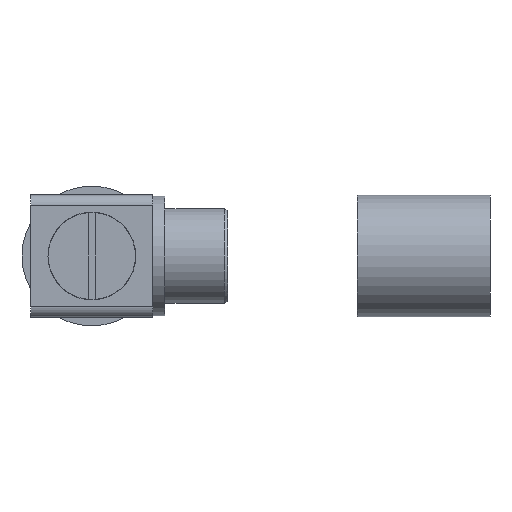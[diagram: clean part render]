
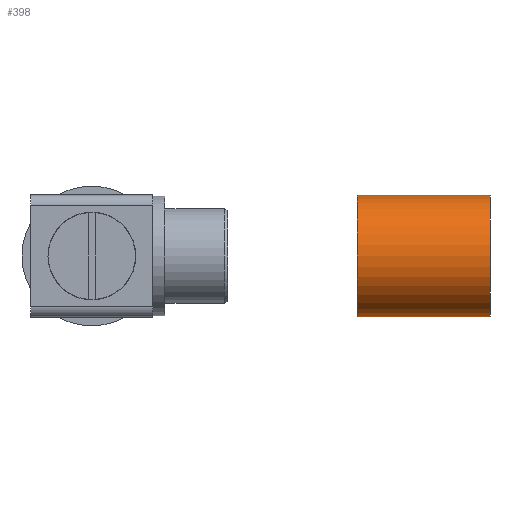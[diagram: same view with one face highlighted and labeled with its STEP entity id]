
A CAD part, left-side view. The second image highlights one B-rep face of the part: STEP entity #398.
In plain terms, the highlighted cylindrical face has radius 8.738 mm (diameter 17.475 mm), a partial arc.
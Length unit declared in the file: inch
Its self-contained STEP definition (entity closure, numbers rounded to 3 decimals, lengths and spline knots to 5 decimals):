
#379 = ORIENTED_EDGE ( 'NONE', *, *, #436, .T. ) ;
#380 = EDGE_CURVE ( 'NONE', #450, #381, #4822, .T. ) ;
#381 = VERTEX_POINT ( 'NONE', #4681 ) ;
#382 = VERTEX_POINT ( 'NONE', #4805 ) ;
#383 = ORIENTED_EDGE ( 'NONE', *, *, #429, .F. ) ;
#398 = ADVANCED_FACE ( 'NONE', ( #4503 ), #4177, .T. ) ;
#400 = EDGE_LOOP ( 'NONE', ( #383, #379, #447, #426 ) ) ;
#407 = EDGE_CURVE ( 'NONE', #382, #381, #4968, .T. ) ;
#415 = VERTEX_POINT ( 'NONE', #5046 ) ;
#426 = ORIENTED_EDGE ( 'NONE', *, *, #407, .F. ) ;
#429 = EDGE_CURVE ( 'NONE', #415, #382, #5164, .T. ) ;
#436 = EDGE_CURVE ( 'NONE', #415, #450, #5134, .T. ) ;
#447 = ORIENTED_EDGE ( 'NONE', *, *, #380, .T. ) ;
#450 = VERTEX_POINT ( 'NONE', #4951 ) ;
#4052 = DIRECTION ( 'NONE',  ( 0., 0., 1. ) ) ;
#4053 = DIRECTION ( 'NONE',  ( -1., 0., 0. ) ) ;
#4054 = CARTESIAN_POINT ( 'NONE',  ( 0.375, 0., 0. ) ) ;
#4069 = AXIS2_PLACEMENT_3D ( 'NONE', #4054, #4053, #4052 ) ;
#4177 = CYLINDRICAL_SURFACE ( 'NONE', #4069, 0.344 ) ;
#4503 = FACE_OUTER_BOUND ( 'NONE', #400, .T. ) ;
#4678 = DIRECTION ( 'NONE',  ( 0., 0., -1. ) ) ;
#4679 = DIRECTION ( 'NONE',  ( 1., 0., 0. ) ) ;
#4680 = CARTESIAN_POINT ( 'NONE',  ( -0.375, 0., 0. ) ) ;
#4681 = CARTESIAN_POINT ( 'NONE',  ( -0.375, 0., 0.344 ) ) ;
#4805 = CARTESIAN_POINT ( 'NONE',  ( 0.375, 0., 0.344 ) ) ;
#4807 = AXIS2_PLACEMENT_3D ( 'NONE', #4680, #4679, #4678 ) ;
#4822 = CIRCLE ( 'NONE', #4807, 0.344 ) ;
#4951 = CARTESIAN_POINT ( 'NONE',  ( -0.375, 0., -0.344 ) ) ;
#4955 = DIRECTION ( 'NONE',  ( -1., 0., 0. ) ) ;
#4956 = VECTOR ( 'NONE', #4955, 39.37008 ) ;
#4960 = CARTESIAN_POINT ( 'NONE',  ( 0.375, 0., -0.344 ) ) ;
#4968 = LINE ( 'NONE', #4970, #5056 ) ;
#4969 = DIRECTION ( 'NONE',  ( -1., 0., 0. ) ) ;
#4970 = CARTESIAN_POINT ( 'NONE',  ( 0.375, 0., 0.344 ) ) ;
#5046 = CARTESIAN_POINT ( 'NONE',  ( 0.375, 0., -0.344 ) ) ;
#5056 = VECTOR ( 'NONE', #4969, 39.37008 ) ;
#5134 = LINE ( 'NONE', #4960, #4956 ) ;
#5148 = DIRECTION ( 'NONE',  ( 0., 0., -1. ) ) ;
#5149 = DIRECTION ( 'NONE',  ( 1., 0., 0. ) ) ;
#5150 = CARTESIAN_POINT ( 'NONE',  ( 0.375, 0., 0. ) ) ;
#5152 = AXIS2_PLACEMENT_3D ( 'NONE', #5150, #5149, #5148 ) ;
#5164 = CIRCLE ( 'NONE', #5152, 0.344 ) ;
